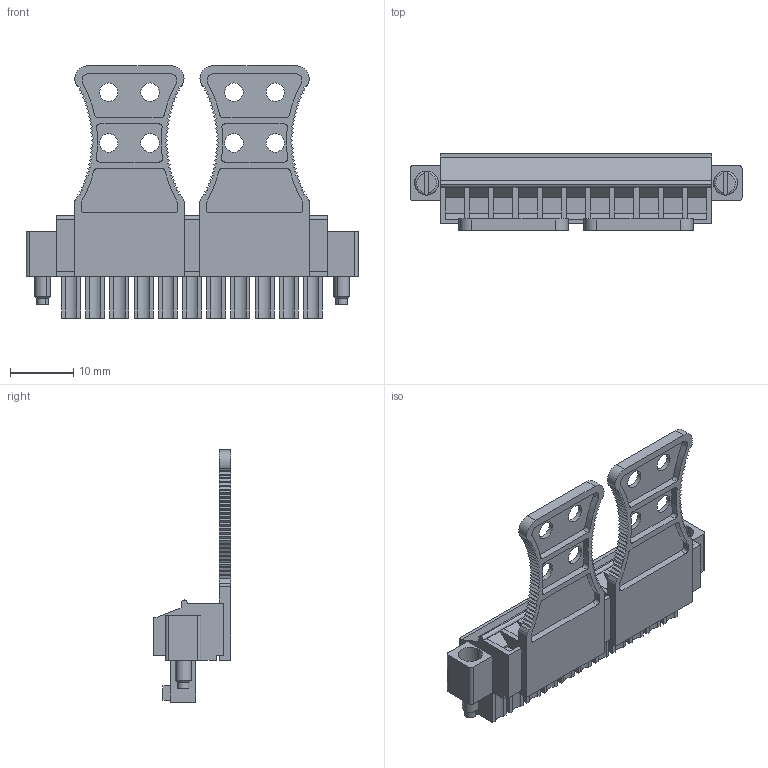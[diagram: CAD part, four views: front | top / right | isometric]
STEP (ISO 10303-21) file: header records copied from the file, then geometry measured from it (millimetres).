
FILE_DESCRIPTION(('CATIA V5 STEP Exchange','CAx-IF Rec.Pracs.--- Model Styling and Organization---1.2---2011-12-15'),'2;1');
FILE_NAME ('D1450072_0_1236620000_1236620000.stp','2018-09-19T13:38:18+00:00',('none'),('Weidmueller'),'CATIA Version 5-6 Release 2014','CATIA V5 STEP AP214','none');
FILE_SCHEMA(('AUTOMOTIVE_DESIGN { 1 0 10303 214 1 1 1 1 }'));
Length unit declared in the file: millimetre
Products named in the file (1): 1236620000
Bounding box: 52.3 x 12.2 x 39.75 mm (x, y, z)
Volume: 5461.9 mm3; surface area: 6792 mm2
Topology: 5 solids, 5 shells, 740 faces, 2008 edges, 1332 vertices
Faces by surface type: plane 556, cylinder 146, cone 30, torus 8
Entity records: 21615 total; most frequent: ORIENTED_EDGE 4016, CARTESIAN_POINT 3864, DIRECTION 2982, EDGE_CURVE 2008, VECTOR 1640, LINE 1640, VERTEX_POINT 1332, AXIS2_PLACEMENT_3D 852
